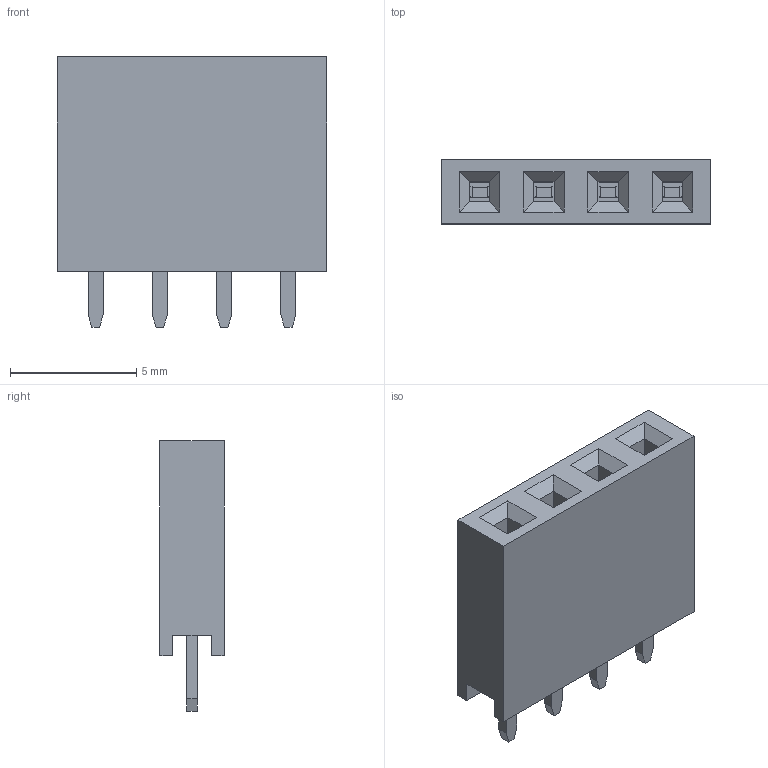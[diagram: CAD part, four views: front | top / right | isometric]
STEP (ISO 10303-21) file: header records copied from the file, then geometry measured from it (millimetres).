
FILE_DESCRIPTION (( 'STEP AP214' ), '1' );
FILE_NAME ('PBS-4.STEP', '2020-06-05T13:40:18', ( 'Elessar' ), ( '' ), 'SwSTEP 2.0', 'SolidWorks 2018', '' );
FILE_SCHEMA (( 'AUTOMOTIVE_DESIGN' ));
Length unit declared in the file: millimetre
Products named in the file (1): PBS-4
Bounding box: 10.66 x 2.54 x 10.7 mm (x, y, z)
Volume: 202.3 mm3; surface area: 412.6 mm2
Topology: 1 solids, 1 shells, 106 faces, 272 edges, 176 vertices
Faces by surface type: plane 106
Entity records: 3778 total; most frequent: CARTESIAN_POINT 555, ORIENTED_EDGE 544, DIRECTION 486, EDGE_CURVE 272, LINE 272, VECTOR 272, VERTEX_POINT 176, EDGE_LOOP 114
